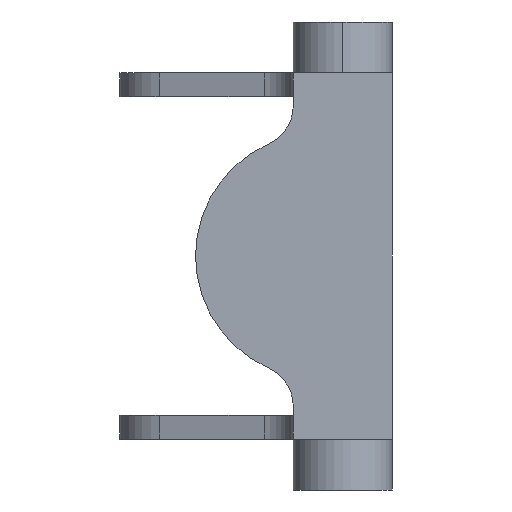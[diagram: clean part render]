
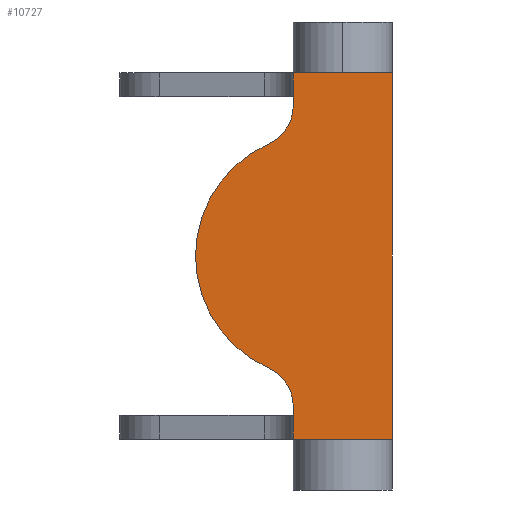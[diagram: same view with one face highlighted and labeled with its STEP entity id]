
A CAD part, left-side view. The second image highlights one B-rep face of the part: STEP entity #10727.
In plain terms, the highlighted planar face has unit normal (-1, 0, 0).
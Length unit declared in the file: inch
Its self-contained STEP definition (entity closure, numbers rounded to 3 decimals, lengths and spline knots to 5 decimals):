
#579 = CARTESIAN_POINT ( 'NONE',  ( -0.435, 0., -0.435 ) ) ;
#849 = CARTESIAN_POINT ( 'NONE',  ( -0.435, 0., 0.435 ) ) ;
#1132 = VERTEX_POINT ( 'NONE', #7812 ) ;
#1256 = DIRECTION ( 'NONE',  ( -1., 0., 0. ) ) ;
#1650 = VECTOR ( 'NONE', #8994, 39.37008 ) ;
#1782 = ORIENTED_EDGE ( 'NONE', *, *, #13059, .F. ) ;
#1956 = EDGE_CURVE ( 'NONE', #9668, #13107, #10180, .T. ) ;
#2032 = DIRECTION ( 'NONE',  ( 0., 0., -1. ) ) ;
#2328 = DIRECTION ( 'NONE',  ( 0., 0., -1. ) ) ;
#2650 = VERTEX_POINT ( 'NONE', #4227 ) ;
#2713 = EDGE_CURVE ( 'NONE', #1132, #3865, #5474, .T. ) ;
#2806 = EDGE_CURVE ( 'NONE', #5357, #2650, #3397, .T. ) ;
#3397 = CIRCLE ( 'NONE', #8122, 0.1 ) ;
#3687 = CARTESIAN_POINT ( 'NONE',  ( -0.435, 0.235, 0.35725 ) ) ;
#3865 = VERTEX_POINT ( 'NONE', #3687 ) ;
#3998 = VECTOR ( 'NONE', #11309, 39.37008 ) ;
#4227 = CARTESIAN_POINT ( 'NONE',  ( -0.435, 0.29433, -0.26589 ) ) ;
#4663 = AXIS2_PLACEMENT_3D ( 'NONE', #13261, #10682, #7218 ) ;
#4677 = CARTESIAN_POINT ( 'NONE',  ( -0.435, 0.235, 0. ) ) ;
#5089 = EDGE_CURVE ( 'NONE', #13107, #9296, #10306, .T. ) ;
#5357 = VERTEX_POINT ( 'NONE', #14570 ) ;
#5474 = LINE ( 'NONE', #4677, #13124 ) ;
#6401 = CIRCLE ( 'NONE', #14366, 0.1 ) ;
#7135 = PLANE ( 'NONE',  #7524 ) ;
#7185 = CARTESIAN_POINT ( 'NONE',  ( -0.435, 0.335, 0.35725 ) ) ;
#7218 = DIRECTION ( 'NONE',  ( 0., 0., -1. ) ) ;
#7524 = AXIS2_PLACEMENT_3D ( 'NONE', #9366, #15280, #8167 ) ;
#7566 = EDGE_CURVE ( 'NONE', #12732, #3865, #6401, .T. ) ;
#7812 = CARTESIAN_POINT ( 'NONE',  ( -0.435, 0.235, 0.435 ) ) ;
#8035 = CARTESIAN_POINT ( 'NONE',  ( -0.435, 0.6475, -0.435 ) ) ;
#8078 = ORIENTED_EDGE ( 'NONE', *, *, #8157, .T. ) ;
#8122 = AXIS2_PLACEMENT_3D ( 'NONE', #11934, #9513, #2032 ) ;
#8157 = EDGE_CURVE ( 'NONE', #12732, #2650, #13654, .T. ) ;
#8167 = DIRECTION ( 'NONE',  ( 0., 0., -1. ) ) ;
#8994 = DIRECTION ( 'NONE',  ( 0., -1., 0. ) ) ;
#9296 = VERTEX_POINT ( 'NONE', #11672 ) ;
#9315 = DIRECTION ( 'NONE',  ( 0., 0., 1. ) ) ;
#9366 = CARTESIAN_POINT ( 'NONE',  ( -0.435, 0.6475, 0.435 ) ) ;
#9513 = DIRECTION ( 'NONE',  ( -1., 0., 0. ) ) ;
#9668 = VERTEX_POINT ( 'NONE', #14750 ) ;
#10180 = LINE ( 'NONE', #8035, #1650 ) ;
#10306 = LINE ( 'NONE', #849, #3998 ) ;
#10682 = DIRECTION ( 'NONE',  ( -1., 0., 0. ) ) ;
#10727 = ADVANCED_FACE ( 'NONE', ( #11774 ), #7135, .F. ) ;
#11262 = VECTOR ( 'NONE', #9315, 39.37008 ) ;
#11268 = LINE ( 'NONE', #11724, #11262 ) ;
#11271 = VECTOR ( 'NONE', #12042, 39.37008 ) ;
#11309 = DIRECTION ( 'NONE',  ( 0., 0., 1. ) ) ;
#11606 = CARTESIAN_POINT ( 'NONE',  ( -0.435, 0.29433, 0.26589 ) ) ;
#11672 = CARTESIAN_POINT ( 'NONE',  ( -0.435, 0., 0.435 ) ) ;
#11724 = CARTESIAN_POINT ( 'NONE',  ( -0.435, 0.235, 0. ) ) ;
#11774 = FACE_OUTER_BOUND ( 'NONE', #14429, .T. ) ;
#11934 = CARTESIAN_POINT ( 'NONE',  ( -0.435, 0.335, -0.35725 ) ) ;
#12042 = DIRECTION ( 'NONE',  ( 0., -1., 0. ) ) ;
#12250 = ORIENTED_EDGE ( 'NONE', *, *, #5089, .T. ) ;
#12320 = ORIENTED_EDGE ( 'NONE', *, *, #2806, .F. ) ;
#12435 = DIRECTION ( 'NONE',  ( 0., 0., -1. ) ) ;
#12699 = ORIENTED_EDGE ( 'NONE', *, *, #7566, .F. ) ;
#12732 = VERTEX_POINT ( 'NONE', #11606 ) ;
#13059 = EDGE_CURVE ( 'NONE', #9668, #5357, #11268, .T. ) ;
#13107 = VERTEX_POINT ( 'NONE', #579 ) ;
#13124 = VECTOR ( 'NONE', #2328, 39.37008 ) ;
#13261 = CARTESIAN_POINT ( 'NONE',  ( -0.435, 0.17595, 0. ) ) ;
#13654 = CIRCLE ( 'NONE', #4663, 0.29105 ) ;
#13715 = EDGE_CURVE ( 'NONE', #1132, #9296, #14154, .T. ) ;
#14154 = LINE ( 'NONE', #15322, #11271 ) ;
#14366 = AXIS2_PLACEMENT_3D ( 'NONE', #7185, #1256, #12435 ) ;
#14429 = EDGE_LOOP ( 'NONE', ( #1782, #14736, #12250, #14951, #14948, #12699, #8078, #12320 ) ) ;
#14570 = CARTESIAN_POINT ( 'NONE',  ( -0.435, 0.235, -0.35725 ) ) ;
#14736 = ORIENTED_EDGE ( 'NONE', *, *, #1956, .T. ) ;
#14750 = CARTESIAN_POINT ( 'NONE',  ( -0.435, 0.235, -0.435 ) ) ;
#14948 = ORIENTED_EDGE ( 'NONE', *, *, #2713, .T. ) ;
#14951 = ORIENTED_EDGE ( 'NONE', *, *, #13715, .F. ) ;
#15280 = DIRECTION ( 'NONE',  ( 1., 0., 0. ) ) ;
#15322 = CARTESIAN_POINT ( 'NONE',  ( -0.435, 0.6475, 0.435 ) ) ;
